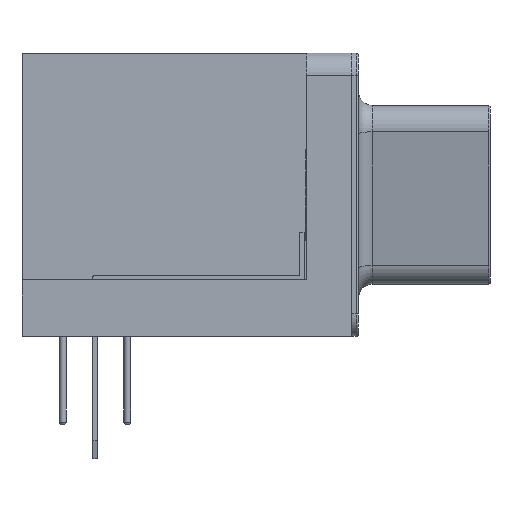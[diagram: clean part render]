
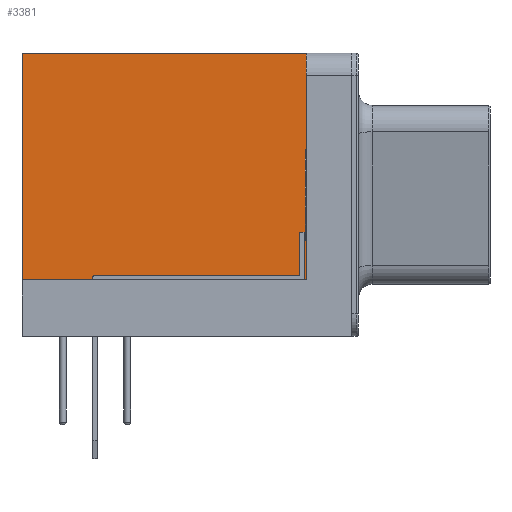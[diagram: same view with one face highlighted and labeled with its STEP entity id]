
A CAD part, left-side view. The second image highlights one B-rep face of the part: STEP entity #3381.
In plain terms, the highlighted planar face has unit normal (-1, 0, 0).
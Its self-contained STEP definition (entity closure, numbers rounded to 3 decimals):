
#2811 = VERTEX_POINT('',#2812);
#2812 = CARTESIAN_POINT('',(-4.405,1.8,12.5));
#2818 = EDGE_CURVE('',#2819,#2811,#2821,.T.);
#2819 = VERTEX_POINT('',#2820);
#2820 = CARTESIAN_POINT('',(-4.405,-10.74,12.5));
#2821 = LINE('',#2822,#2823);
#2822 = CARTESIAN_POINT('',(-4.405,-11.74,12.5));
#2823 = VECTOR('',#2824,1.);
#2824 = DIRECTION('',(0.,1.,0.));
#3291 = VERTEX_POINT('',#3292);
#3292 = CARTESIAN_POINT('',(-4.405,-10.74,2.5));
#3298 = EDGE_CURVE('',#3291,#2819,#3299,.T.);
#3299 = LINE('',#3300,#3301);
#3300 = CARTESIAN_POINT('',(-4.405,-10.74,2.5));
#3301 = VECTOR('',#3302,1.);
#3302 = DIRECTION('',(0.,0.,1.));
#3381 = ADVANCED_FACE('',(#3382),#3400,.F.);
#3382 = FACE_BOUND('',#3383,.F.);
#3383 = EDGE_LOOP('',(#3384,#3385,#3393,#3399));
#3384 = ORIENTED_EDGE('',*,*,#3298,.F.);
#3385 = ORIENTED_EDGE('',*,*,#3386,.T.);
#3386 = EDGE_CURVE('',#3291,#3387,#3389,.T.);
#3387 = VERTEX_POINT('',#3388);
#3388 = CARTESIAN_POINT('',(-4.405,1.8,2.5));
#3389 = LINE('',#3390,#3391);
#3390 = CARTESIAN_POINT('',(-4.405,-10.74,2.5));
#3391 = VECTOR('',#3392,1.);
#3392 = DIRECTION('',(0.,1.,0.));
#3393 = ORIENTED_EDGE('',*,*,#3394,.T.);
#3394 = EDGE_CURVE('',#3387,#2811,#3395,.T.);
#3395 = LINE('',#3396,#3397);
#3396 = CARTESIAN_POINT('',(-4.405,1.8,4.375));
#3397 = VECTOR('',#3398,1.);
#3398 = DIRECTION('',(0.,0.,1.));
#3399 = ORIENTED_EDGE('',*,*,#2818,.F.);
#3400 = PLANE('',#3401);
#3401 = AXIS2_PLACEMENT_3D('',#3402,#3403,#3404);
#3402 = CARTESIAN_POINT('',(-4.405,-10.74,2.5));
#3403 = DIRECTION('',(1.,0.,0.));
#3404 = DIRECTION('',(0.,0.,1.));
